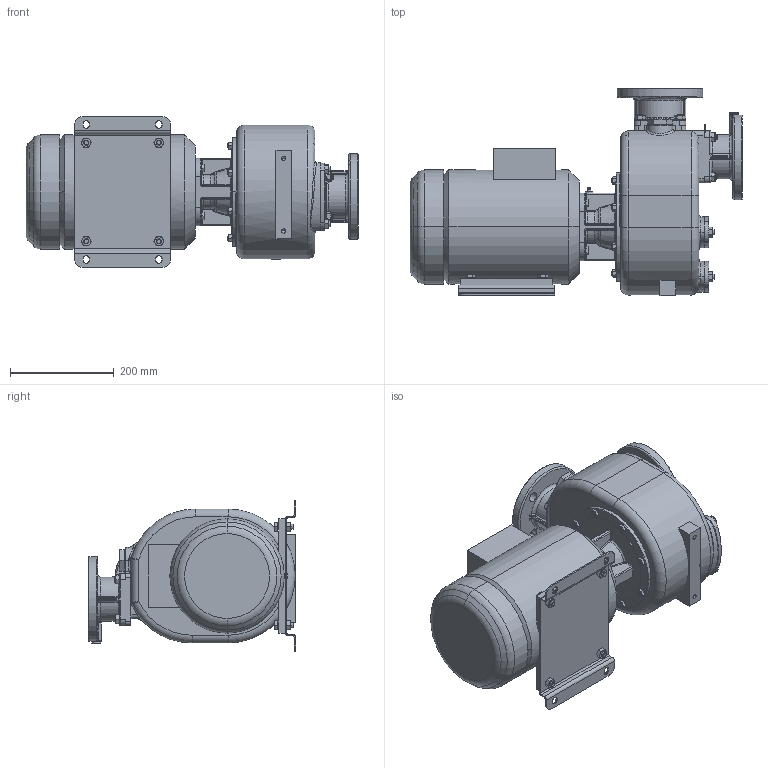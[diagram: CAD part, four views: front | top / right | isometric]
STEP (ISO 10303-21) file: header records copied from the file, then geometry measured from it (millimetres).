
FILE_DESCRIPTION((''),'2;1');
FILE_NAME('S_60_T52_F_SW0001','2016-06-15T',('Amenduni'),(''),'CREO PARAMETRIC BY PTC INC, 2015290','CREO PARAMETRIC BY PTC INC, 2015290','');
FILE_SCHEMA(('CONFIG_CONTROL_DESIGN'));
Products named in the file (1): S_60_T52_F_SW0001
Bounding box: 639.5 x 399 x 290 mm (x, y, z)
Volume: 26141677.6 mm3; surface area: 940375 mm2
Topology: 1 solids, 3 shells, 1525 faces, 3491 edges, 2068 vertices
Faces by surface type: plane 499, cone 446, cylinder 383, torus 94, bspline 89, sphere 10, extrusion 4
Entity records: 63133 total; most frequent: CARTESIAN_POINT 30059, ORIENTED_EDGE 6966, DIRECTION 6772, EDGE_CURVE 3483, AXIS2_PLACEMENT_3D 2837, VERTEX_POINT 2068, EDGE_LOOP 1675, FACE_OUTER_BOUND 1525
